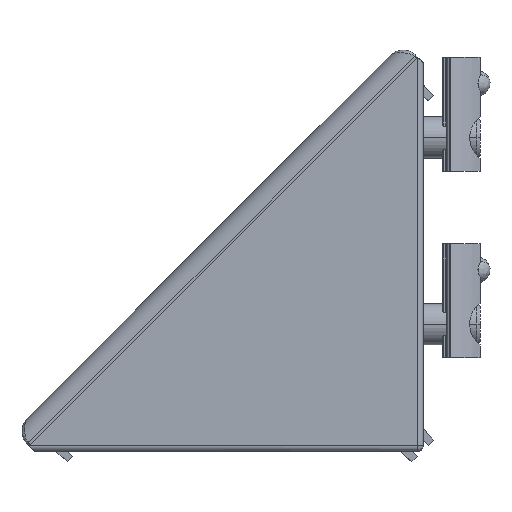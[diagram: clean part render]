
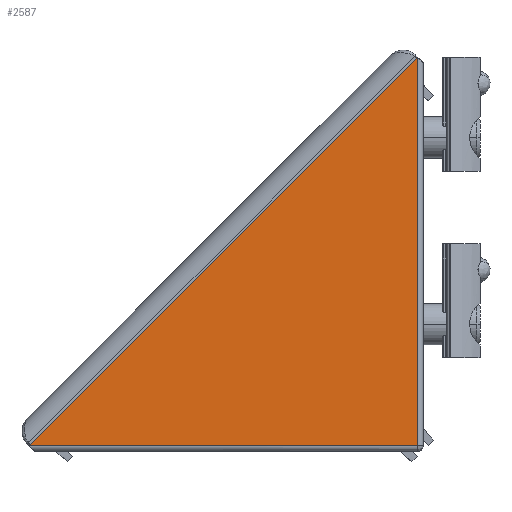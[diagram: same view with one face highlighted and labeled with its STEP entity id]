
A CAD part, top view. The second image highlights one B-rep face of the part: STEP entity #2587.
In plain terms, the highlighted planar face has unit normal (0, 0, 1).
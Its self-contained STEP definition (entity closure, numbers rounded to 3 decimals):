
#382 = DIRECTION ( 'NONE',  ( 0.707, -0.707, 0. ) ) ;
#779 = ORIENTED_EDGE ( 'NONE', *, *, #30037, .T. ) ;
#2573 = AXIS2_PLACEMENT_3D ( 'NONE', #31007, #14024, #33846 ) ;
#2587 = ADVANCED_FACE ( 'NONE', ( #13532 ), #30892, .F. ) ;
#3040 = ORIENTED_EDGE ( 'NONE', *, *, #32785, .F. ) ;
#3416 = CARTESIAN_POINT ( 'NONE',  ( -74.953, -74.953, 38. ) ) ;
#3489 = VECTOR ( 'NONE', #21870, 1000. ) ;
#3937 = ORIENTED_EDGE ( 'NONE', *, *, #21054, .T. ) ;
#4404 = EDGE_CURVE ( 'NONE', #29688, #18058, #34554, .T. ) ;
#9787 = VERTEX_POINT ( 'NONE', #11772 ) ;
#10432 = VECTOR ( 'NONE', #35959, 1000. ) ;
#11772 = CARTESIAN_POINT ( 'NONE',  ( -76., -73.907, 38. ) ) ;
#12277 = CARTESIAN_POINT ( 'NONE',  ( -1., -73.953, 38. ) ) ;
#12720 = LINE ( 'NONE', #25985, #33566 ) ;
#13532 = FACE_OUTER_BOUND ( 'NONE', #17427, .T. ) ;
#14024 = DIRECTION ( 'NONE',  ( 0., 0., -1. ) ) ;
#15696 = VERTEX_POINT ( 'NONE', #12277 ) ;
#16914 = EDGE_CURVE ( 'NONE', #18058, #15696, #21835, .T. ) ;
#17427 = EDGE_LOOP ( 'NONE', ( #18676, #27555, #779, #3937, #3040 ) ) ;
#17542 = DIRECTION ( 'NONE',  ( -0.707, -0.707, 0. ) ) ;
#18058 = VERTEX_POINT ( 'NONE', #31425 ) ;
#18499 = VECTOR ( 'NONE', #382, 1000. ) ;
#18676 = ORIENTED_EDGE ( 'NONE', *, *, #16914, .F. ) ;
#21054 = EDGE_CURVE ( 'NONE', #9787, #28973, #33576, .T. ) ;
#21835 = LINE ( 'NONE', #35001, #36074 ) ;
#21870 = DIRECTION ( 'NONE',  ( 0.707, -0.707, 0. ) ) ;
#21986 = CARTESIAN_POINT ( 'NONE',  ( -1.047, 1.047, 38. ) ) ;
#24305 = CARTESIAN_POINT ( 'NONE',  ( -75.953, -73.953, 38. ) ) ;
#25511 = CARTESIAN_POINT ( 'NONE',  ( -1.047, 1.047, 38. ) ) ;
#25985 = CARTESIAN_POINT ( 'NONE',  ( -1.047, 1.047, 38. ) ) ;
#27555 = ORIENTED_EDGE ( 'NONE', *, *, #4404, .F. ) ;
#28973 = VERTEX_POINT ( 'NONE', #24305 ) ;
#29260 = DIRECTION ( 'NONE',  ( 0., -1., 0. ) ) ;
#29688 = VERTEX_POINT ( 'NONE', #25511 ) ;
#30037 = EDGE_CURVE ( 'NONE', #29688, #9787, #12720, .T. ) ;
#30892 = PLANE ( 'NONE',  #2573 ) ;
#31007 = CARTESIAN_POINT ( 'NONE',  ( 0., -74.953, 38. ) ) ;
#31425 = CARTESIAN_POINT ( 'NONE',  ( -1., 1., 38. ) ) ;
#32785 = EDGE_CURVE ( 'NONE', #15696, #28973, #33040, .T. ) ;
#33040 = LINE ( 'NONE', #33088, #10432 ) ;
#33088 = CARTESIAN_POINT ( 'NONE',  ( 0., -73.953, 38. ) ) ;
#33566 = VECTOR ( 'NONE', #17542, 1000. ) ;
#33576 = LINE ( 'NONE', #3416, #18499 ) ;
#33846 = DIRECTION ( 'NONE',  ( -1., 0., 0. ) ) ;
#34554 = LINE ( 'NONE', #21986, #3489 ) ;
#35001 = CARTESIAN_POINT ( 'NONE',  ( -1., -74.953, 38. ) ) ;
#35959 = DIRECTION ( 'NONE',  ( -1., 0., 0. ) ) ;
#36074 = VECTOR ( 'NONE', #29260, 1000. ) ;
